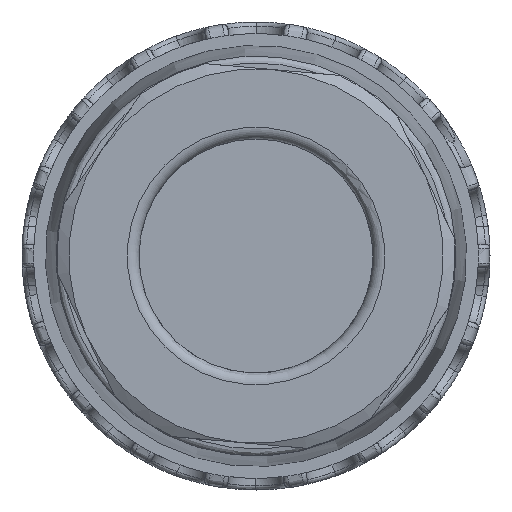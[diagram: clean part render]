
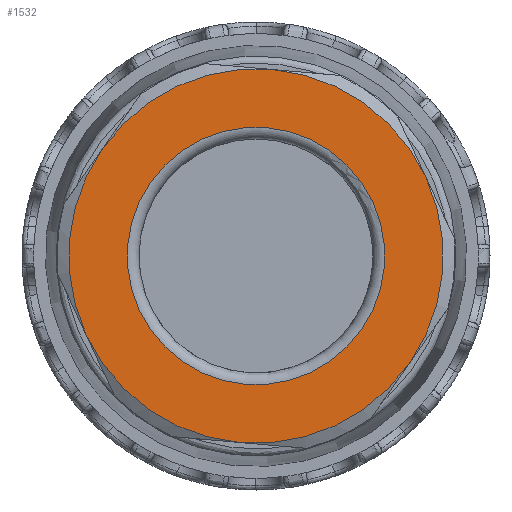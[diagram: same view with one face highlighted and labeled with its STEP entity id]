
A CAD part, front view. The second image highlights one B-rep face of the part: STEP entity #1532.
In plain terms, the highlighted planar face has unit normal (0, -1, 0).
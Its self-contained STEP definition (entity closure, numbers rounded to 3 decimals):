
#1532=ADVANCED_FACE('',(#2274,#2275),#1883,.T.);
#1883=PLANE('',#6419);
#2274=FACE_BOUND('',#2399,.T.);
#2275=FACE_BOUND('',#2400,.T.);
#2399=EDGE_LOOP('',(#2903));
#2400=EDGE_LOOP('',(#2904,#2905,#2906,#2907,#2908,#2909));
#2903=ORIENTED_EDGE('',*,*,#5225,.T.);
#2904=ORIENTED_EDGE('',*,*,#5196,.T.);
#2905=ORIENTED_EDGE('',*,*,#5198,.T.);
#2906=ORIENTED_EDGE('',*,*,#5206,.T.);
#2907=ORIENTED_EDGE('',*,*,#5210,.T.);
#2908=ORIENTED_EDGE('',*,*,#5216,.T.);
#2909=ORIENTED_EDGE('',*,*,#5222,.T.);
#4612=VERTEX_POINT('',#8508);
#4613=VERTEX_POINT('',#8510);
#4614=VERTEX_POINT('',#8517);
#4617=VERTEX_POINT('',#8541);
#4620=VERTEX_POINT('',#8551);
#4623=VERTEX_POINT('',#8568);
#4626=VERTEX_POINT('',#8595);
#5196=EDGE_CURVE('',#4613,#4612,#6068,.T.);
#5198=EDGE_CURVE('',#4612,#4614,#6069,.T.);
#5206=EDGE_CURVE('',#4614,#4617,#6071,.T.);
#5210=EDGE_CURVE('',#4617,#4620,#6073,.T.);
#5216=EDGE_CURVE('',#4620,#4623,#6075,.T.);
#5222=EDGE_CURVE('',#4623,#4613,#6077,.T.);
#5225=EDGE_CURVE('',#4626,#4626,#6078,.T.);
#6068=CIRCLE('',#6398,8.);
#6069=CIRCLE('',#6400,8.);
#6071=CIRCLE('',#6404,8.);
#6073=CIRCLE('',#6408,8.);
#6075=CIRCLE('',#6412,8.);
#6077=CIRCLE('',#6416,8.);
#6078=CIRCLE('',#6418,5.5);
#6398=AXIS2_PLACEMENT_3D('',#8509,#7042,#7043);
#6400=AXIS2_PLACEMENT_3D('',#8516,#7046,#7047);
#6404=AXIS2_PLACEMENT_3D('',#8542,#7056,#7057);
#6408=AXIS2_PLACEMENT_3D('',#8550,#7066,#7067);
#6412=AXIS2_PLACEMENT_3D('',#8567,#7076,#7077);
#6416=AXIS2_PLACEMENT_3D('',#8584,#7086,#7087);
#6418=AXIS2_PLACEMENT_3D('',#8594,#7090,#7091);
#6419=AXIS2_PLACEMENT_3D('',#8596,#7092,#7093);
#7042=DIRECTION('',(0.,-1.,0.));
#7043=DIRECTION('',(0.996,0.,-0.087));
#7046=DIRECTION('',(0.,-1.,0.));
#7047=DIRECTION('',(0.996,0.,-0.087));
#7056=DIRECTION('',(0.,-1.,0.));
#7057=DIRECTION('',(0.996,0.,-0.087));
#7066=DIRECTION('',(0.,-1.,0.));
#7067=DIRECTION('',(0.996,0.,-0.087));
#7076=DIRECTION('',(0.,-1.,0.));
#7077=DIRECTION('',(0.996,0.,-0.087));
#7086=DIRECTION('',(0.,-1.,0.));
#7087=DIRECTION('',(0.996,0.,-0.087));
#7090=DIRECTION('',(0.,1.,0.));
#7091=DIRECTION('',(0.996,0.,-0.087));
#7092=DIRECTION('',(0.,-1.,0.));
#7093=DIRECTION('',(0.996,0.,-0.087));
#8508=CARTESIAN_POINT('',(0.697,-31.773,7.97));
#8509=CARTESIAN_POINT('',(0.,-31.773,0.));
#8510=CARTESIAN_POINT('',(7.25,-31.773,3.381));
#8516=CARTESIAN_POINT('',(0.,-31.773,0.));
#8517=CARTESIAN_POINT('',(-6.553,-31.773,4.589));
#8541=CARTESIAN_POINT('',(-7.25,-31.773,-3.381));
#8542=CARTESIAN_POINT('',(0.,-31.773,0.));
#8550=CARTESIAN_POINT('',(0.,-31.773,0.));
#8551=CARTESIAN_POINT('',(-0.697,-31.773,-7.97));
#8567=CARTESIAN_POINT('',(0.,-31.773,0.));
#8568=CARTESIAN_POINT('',(6.553,-31.773,-4.589));
#8584=CARTESIAN_POINT('',(0.,-31.773,0.));
#8594=CARTESIAN_POINT('',(0.,-31.773,0.));
#8595=CARTESIAN_POINT('',(5.479,-31.773,-0.479));
#8596=CARTESIAN_POINT('',(-8.468,-31.773,0.741));
